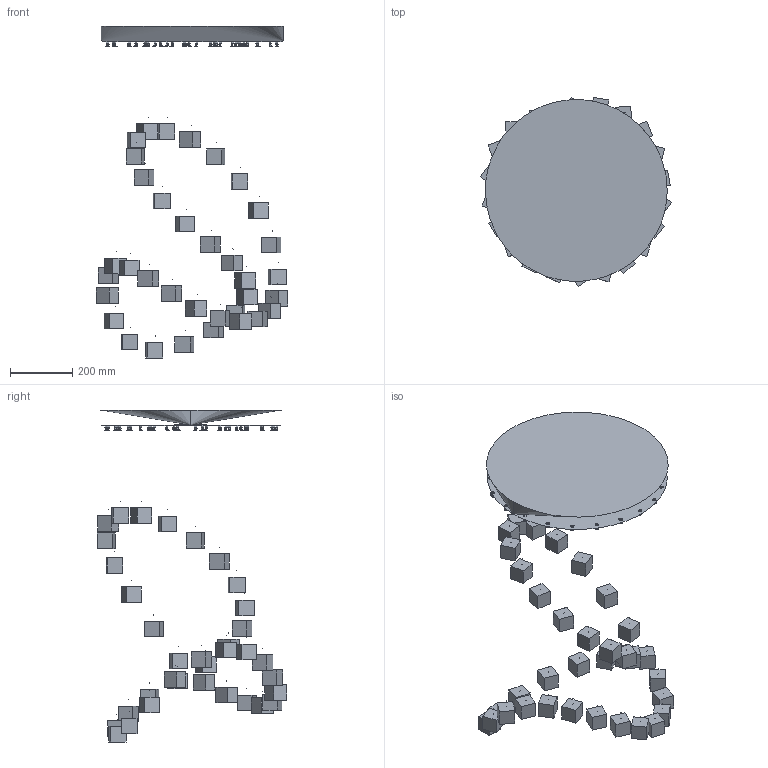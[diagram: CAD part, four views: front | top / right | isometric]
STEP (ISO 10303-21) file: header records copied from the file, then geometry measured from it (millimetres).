
FILE_DESCRIPTION(/* description */ (''),/* implementation_level */ '2;1');
FILE_NAME(/* name */ 'Loci_Mobius36_Cube_3D_mm',/* time_stamp */ '2025-10-08T13:49:54-07:00',/* author */ (''),/* organization */ (''),/* preprocessor_version */ 'ST-DEVELOPER v16.5',/* originating_system */ '',/* authorisation */ '');
FILE_SCHEMA (('AUTOMOTIVE_DESIGN'));
Length unit declared in the file: millimetre
Products named in the file (1): Document
Bounding box: 614.23 x 607.72 x 1066.8 mm (x, y, z)
Volume: 18206615.1 mm3; surface area: 1379764.8 mm2
Topology: 142 solids, 142 shells, 1480 faces, 3516 edges, 2284 vertices
Faces by surface type: bspline 776, plane 704
Entity records: 69079 total; most frequent: CARTESIAN_POINT 46139, ORIENTED_EDGE 6960, EDGE_CURVE 3480, VERTEX_POINT 2284, B_SPLINE_CURVE_WITH_KNOTS 1680, ADVANCED_FACE 1480, FACE_OUTER_BOUND 1480, EDGE_LOOP 1480
